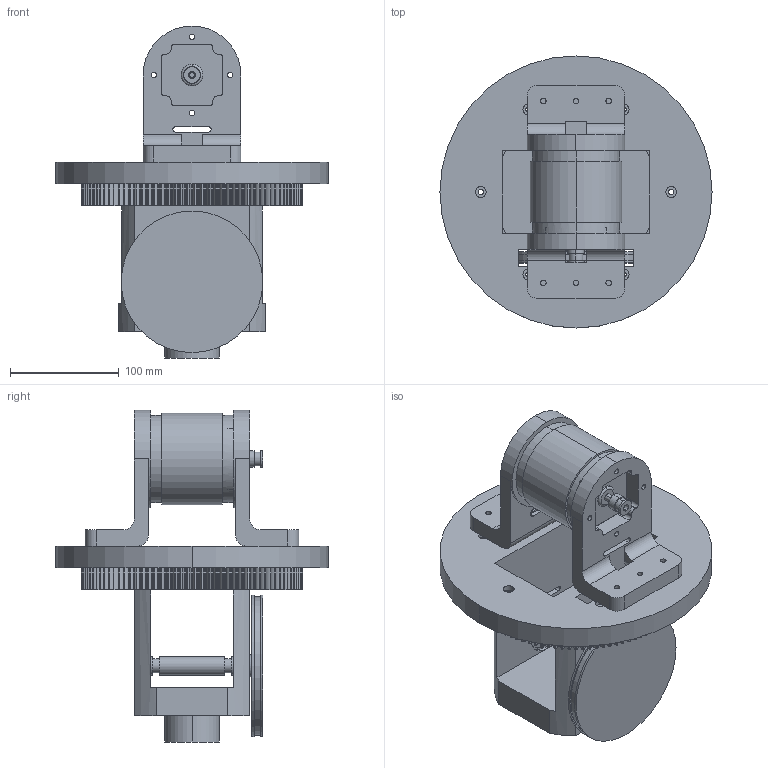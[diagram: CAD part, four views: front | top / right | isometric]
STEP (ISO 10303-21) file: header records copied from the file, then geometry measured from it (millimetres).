
FILE_DESCRIPTION (( 'STEP AP214' ), '1' );
FILE_NAME ('j1.STEP', '2023-08-01T19:20:02', ( 'hp' ), ( 'HP' ), 'SwSTEP 2.0', 'SolidWorks 2021', '' );
FILE_SCHEMA (( 'AUTOMOTIVE_DESIGN' ));
Length unit declared in the file: centimetre
Products named in the file (10): Part15; nema 23; Part6 plane; 100 teeth gear module 2; Part17; gt2 plane; nema 23 shaft; 6203; j1; part 1
Assembly tree (11 placements, depth 2):
  j1
    100 teeth gear module 2
    6203  x2
    Part15  x2
    Part17
    Part6 plane
    nema 23
    nema 23 shaft
    part 1
    gt2 plane
Bounding box: 250 x 250 x 305 mm (x, y, z)
Volume: 2617255.3 mm3; surface area: 463083.1 mm2
Topology: 11 solids, 11 shells, 1125 faces, 3201 edges, 2131 vertices
Faces by surface type: cylinder 944, plane 175, torus 6
Entity records: 35634 total; most frequent: DIRECTION 6884, CARTESIAN_POINT 6027, ORIENTED_EDGE 5940, EDGE_CURVE 2970, AXIS2_PLACEMENT_3D 2862, VERTEX_POINT 1977, CIRCLE 1808, EDGE_LOOP 1173
